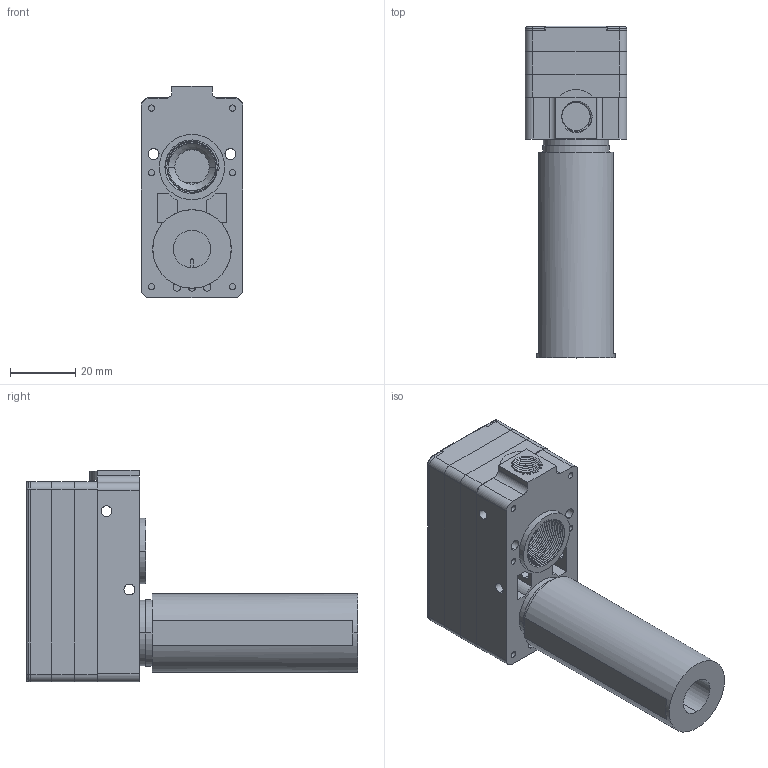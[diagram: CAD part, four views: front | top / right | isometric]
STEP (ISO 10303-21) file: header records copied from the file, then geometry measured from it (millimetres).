
FILE_DESCRIPTION((''),'2;1');
FILE_NAME('BM30-C_ASM','2019-10-14T',('Administrator'),(''),'PRO/ENGINEER BY PARAMETRIC TECHNOLOGY CORPORATION, 2010280','PRO/ENGINEER BY PARAMETRIC TECHNOLOGY CORPORATION, 2010280','');
FILE_SCHEMA(('CONFIG_CONTROL_DESIGN'));
Length unit declared in the file: millimetre
Products named in the file (12): PRT0176; PRT0177; PRT0178; ASM0053_ASM; PRT0179; PRT0180; 222_3; PRT0181; ASM0052_ASM; G38JIANTU_2; BM30-C_ASM_ASM; BM30-C_ASM
Assembly tree (13 placements, depth 5):
  BM30-C_ASM
    BM30-C_ASM_ASM
      ASM0052_ASM
        PRT0176
        ASM0053_ASM
          PRT0177
          PRT0178
        PRT0179  x3
        PRT0180
        222_3
        PRT0181
      G38JIANTU_2
Bounding box: 31 x 101.55 x 64.7 mm (x, y, z)
Volume: 63438.6 mm3; surface area: 46166 mm2
Topology: 10 solids, 10 shells, 1135 faces, 3078 edges, 2037 vertices
Faces by surface type: cylinder 515, plane 470, torus 52, cone 46, bspline 40, sphere 12
Entity records: 44507 total; most frequent: CARTESIAN_POINT 16975, DIRECTION 5727, ORIENTED_EDGE 5700, EDGE_CURVE 2850, AXIS2_PLACEMENT_3D 2105, VERTEX_POINT 1901, VECTOR 1517, LINE 1517
